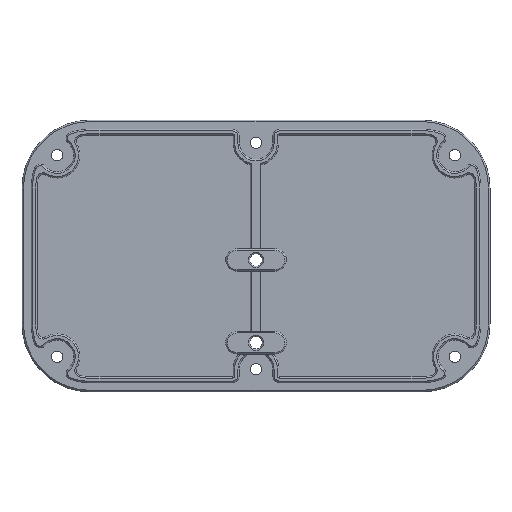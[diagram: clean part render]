
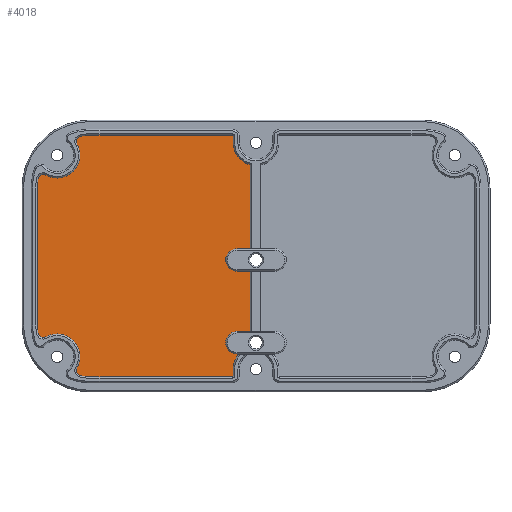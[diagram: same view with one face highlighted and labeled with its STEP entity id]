
A CAD part, top view. The second image highlights one B-rep face of the part: STEP entity #4018.
In plain terms, the highlighted planar face has unit normal (0, 0, 1).
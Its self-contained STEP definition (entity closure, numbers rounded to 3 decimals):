
#286=CIRCLE('',#4397,3.);
#287=CIRCLE('',#4399,3.);
#318=CIRCLE('',#4469,6.04);
#319=CIRCLE('',#4472,0.36);
#320=CIRCLE('',#4474,6.04);
#321=CIRCLE('',#4475,0.36);
#322=CIRCLE('',#4476,13.96);
#323=CIRCLE('',#4477,1.4);
#324=CIRCLE('',#4478,6.04);
#325=CIRCLE('',#4479,1.4);
#326=CIRCLE('',#4480,13.96);
#327=CIRCLE('',#4481,13.96);
#328=CIRCLE('',#4482,1.4);
#329=CIRCLE('',#4483,6.04);
#330=CIRCLE('',#4484,1.4);
#331=CIRCLE('',#4485,13.96);
#630=FACE_OUTER_BOUND('',#887,.T.);
#887=EDGE_LOOP('',(#3465,#3466,#3467,#3468,#3469,#3470,#3471,#3472,#3473,
#3474,#3475,#3476,#3477,#3478,#3479,#3480,#3481,#3482,#3483,#3484,#3485,
#3486,#3487,#3488,#3489,#3490,#3491));
#1172=LINE('',#6681,#1514);
#1183=LINE('',#6707,#1525);
#1224=LINE('',#6853,#1566);
#1229=LINE('',#6864,#1571);
#1232=LINE('',#6872,#1574);
#1233=LINE('',#6873,#1575);
#1234=LINE('',#6875,#1576);
#1235=LINE('',#6879,#1577);
#1236=LINE('',#6883,#1578);
#1237=LINE('',#6895,#1579);
#1238=LINE('',#6906,#1580);
#1514=VECTOR('',#5410,10.);
#1525=VECTOR('',#5435,10.);
#1566=VECTOR('',#5606,10.);
#1571=VECTOR('',#5617,10.);
#1574=VECTOR('',#5626,10.);
#1575=VECTOR('',#5627,10.);
#1576=VECTOR('',#5628,10.);
#1577=VECTOR('',#5631,10.);
#1578=VECTOR('',#5634,10.);
#1579=VECTOR('',#5645,10.);
#1580=VECTOR('',#5656,10.);
#1887=VERTEX_POINT('',#6678);
#1888=VERTEX_POINT('',#6680);
#1891=VERTEX_POINT('',#6689);
#1892=VERTEX_POINT('',#6693);
#1893=VERTEX_POINT('',#6695);
#1896=VERTEX_POINT('',#6705);
#1936=VERTEX_POINT('',#6852);
#1938=VERTEX_POINT('',#6859);
#1939=VERTEX_POINT('',#6863);
#1940=VERTEX_POINT('',#6867);
#1941=VERTEX_POINT('',#6871);
#1942=VERTEX_POINT('',#6874);
#1943=VERTEX_POINT('',#6876);
#1944=VERTEX_POINT('',#6878);
#1945=VERTEX_POINT('',#6880);
#1946=VERTEX_POINT('',#6882);
#1947=VERTEX_POINT('',#6884);
#1948=VERTEX_POINT('',#6886);
#1949=VERTEX_POINT('',#6888);
#1950=VERTEX_POINT('',#6890);
#1951=VERTEX_POINT('',#6892);
#1952=VERTEX_POINT('',#6894);
#1953=VERTEX_POINT('',#6896);
#1954=VERTEX_POINT('',#6898);
#1955=VERTEX_POINT('',#6900);
#1956=VERTEX_POINT('',#6902);
#1957=VERTEX_POINT('',#6904);
#2381=EDGE_CURVE('',#1888,#1887,#1172,.T.);
#2386=EDGE_CURVE('',#1891,#1888,#286,.T.);
#2389=EDGE_CURVE('',#1893,#1892,#287,.T.);
#2395=EDGE_CURVE('',#1892,#1896,#1183,.T.);
#2465=EDGE_CURVE('',#1936,#1891,#1224,.T.);
#2469=EDGE_CURVE('',#1938,#1936,#318,.T.);
#2471=EDGE_CURVE('',#1939,#1938,#1229,.T.);
#2473=EDGE_CURVE('',#1940,#1939,#319,.T.);
#2475=EDGE_CURVE('',#1887,#1941,#1232,.T.);
#2476=EDGE_CURVE('',#1941,#1893,#1233,.T.);
#2477=EDGE_CURVE('',#1896,#1942,#1234,.T.);
#2478=EDGE_CURVE('',#1942,#1943,#320,.T.);
#2479=EDGE_CURVE('',#1943,#1944,#1235,.T.);
#2480=EDGE_CURVE('',#1944,#1945,#321,.T.);
#2481=EDGE_CURVE('',#1945,#1946,#1236,.T.);
#2482=EDGE_CURVE('',#1946,#1947,#322,.T.);
#2483=EDGE_CURVE('',#1947,#1948,#323,.T.);
#2484=EDGE_CURVE('',#1948,#1949,#324,.T.);
#2485=EDGE_CURVE('',#1949,#1950,#325,.T.);
#2486=EDGE_CURVE('',#1950,#1951,#326,.T.);
#2487=EDGE_CURVE('',#1951,#1952,#1237,.T.);
#2488=EDGE_CURVE('',#1952,#1953,#327,.T.);
#2489=EDGE_CURVE('',#1953,#1954,#328,.T.);
#2490=EDGE_CURVE('',#1954,#1955,#329,.T.);
#2491=EDGE_CURVE('',#1955,#1956,#330,.T.);
#2492=EDGE_CURVE('',#1956,#1957,#331,.T.);
#2493=EDGE_CURVE('',#1957,#1940,#1238,.T.);
#3465=ORIENTED_EDGE('',*,*,#2475,.T.);
#3466=ORIENTED_EDGE('',*,*,#2476,.T.);
#3467=ORIENTED_EDGE('',*,*,#2389,.T.);
#3468=ORIENTED_EDGE('',*,*,#2395,.T.);
#3469=ORIENTED_EDGE('',*,*,#2477,.T.);
#3470=ORIENTED_EDGE('',*,*,#2478,.T.);
#3471=ORIENTED_EDGE('',*,*,#2479,.T.);
#3472=ORIENTED_EDGE('',*,*,#2480,.T.);
#3473=ORIENTED_EDGE('',*,*,#2481,.T.);
#3474=ORIENTED_EDGE('',*,*,#2482,.T.);
#3475=ORIENTED_EDGE('',*,*,#2483,.T.);
#3476=ORIENTED_EDGE('',*,*,#2484,.T.);
#3477=ORIENTED_EDGE('',*,*,#2485,.T.);
#3478=ORIENTED_EDGE('',*,*,#2486,.T.);
#3479=ORIENTED_EDGE('',*,*,#2487,.T.);
#3480=ORIENTED_EDGE('',*,*,#2488,.T.);
#3481=ORIENTED_EDGE('',*,*,#2489,.T.);
#3482=ORIENTED_EDGE('',*,*,#2490,.T.);
#3483=ORIENTED_EDGE('',*,*,#2491,.T.);
#3484=ORIENTED_EDGE('',*,*,#2492,.T.);
#3485=ORIENTED_EDGE('',*,*,#2493,.T.);
#3486=ORIENTED_EDGE('',*,*,#2473,.T.);
#3487=ORIENTED_EDGE('',*,*,#2471,.T.);
#3488=ORIENTED_EDGE('',*,*,#2469,.T.);
#3489=ORIENTED_EDGE('',*,*,#2465,.T.);
#3490=ORIENTED_EDGE('',*,*,#2386,.T.);
#3491=ORIENTED_EDGE('',*,*,#2381,.T.);
#3816=PLANE('',#4473);
#4018=ADVANCED_FACE('',(#630),#3816,.F.);
#4397=AXIS2_PLACEMENT_3D('',#6690,#5417,#5418);
#4399=AXIS2_PLACEMENT_3D('',#6696,#5423,#5424);
#4469=AXIS2_PLACEMENT_3D('',#6860,#5612,#5613);
#4472=AXIS2_PLACEMENT_3D('',#6868,#5621,#5622);
#4473=AXIS2_PLACEMENT_3D('',#6870,#5624,#5625);
#4474=AXIS2_PLACEMENT_3D('',#6877,#5629,#5630);
#4475=AXIS2_PLACEMENT_3D('',#6881,#5632,#5633);
#4476=AXIS2_PLACEMENT_3D('',#6885,#5635,#5636);
#4477=AXIS2_PLACEMENT_3D('',#6887,#5637,#5638);
#4478=AXIS2_PLACEMENT_3D('',#6889,#5639,#5640);
#4479=AXIS2_PLACEMENT_3D('',#6891,#5641,#5642);
#4480=AXIS2_PLACEMENT_3D('',#6893,#5643,#5644);
#4481=AXIS2_PLACEMENT_3D('',#6897,#5646,#5647);
#4482=AXIS2_PLACEMENT_3D('',#6899,#5648,#5649);
#4483=AXIS2_PLACEMENT_3D('',#6901,#5650,#5651);
#4484=AXIS2_PLACEMENT_3D('',#6903,#5652,#5653);
#4485=AXIS2_PLACEMENT_3D('',#6905,#5654,#5655);
#5410=DIRECTION('',(1.,0.,0.));
#5417=DIRECTION('center_axis',(0.,0.,-1.));
#5418=DIRECTION('ref_axis',(0.,-1.,0.));
#5423=DIRECTION('center_axis',(0.,0.,-1.));
#5424=DIRECTION('ref_axis',(0.,-1.,0.));
#5435=DIRECTION('',(1.,0.,0.));
#5606=DIRECTION('',(-1.,0.,0.));
#5612=DIRECTION('center_axis',(0.,0.,-1.));
#5613=DIRECTION('ref_axis',(1.,0.,0.));
#5617=DIRECTION('',(0.,1.,0.));
#5621=DIRECTION('center_axis',(0.,0.,1.));
#5622=DIRECTION('ref_axis',(0.,-1.,0.));
#5624=DIRECTION('center_axis',(0.,0.,-1.));
#5625=DIRECTION('ref_axis',(1.,0.,0.));
#5626=DIRECTION('',(0.,1.,0.));
#5627=DIRECTION('',(-1.,0.,0.));
#5628=DIRECTION('',(0.,1.,0.));
#5629=DIRECTION('center_axis',(0.,0.,-1.));
#5630=DIRECTION('ref_axis',(-1.,0.,0.));
#5631=DIRECTION('',(0.,1.,0.));
#5632=DIRECTION('center_axis',(0.,0.,1.));
#5633=DIRECTION('ref_axis',(1.,0.,0.));
#5634=DIRECTION('',(-1.,0.,0.));
#5635=DIRECTION('center_axis',(0.,0.,1.));
#5636=DIRECTION('ref_axis',(0.,1.,0.));
#5637=DIRECTION('center_axis',(0.,0.,1.));
#5638=DIRECTION('ref_axis',(-0.177,0.984,0.));
#5639=DIRECTION('center_axis',(0.,0.,-1.));
#5640=DIRECTION('ref_axis',(-0.493,-0.87,0.));
#5641=DIRECTION('center_axis',(0.,0.,1.));
#5642=DIRECTION('ref_axis',(0.493,0.87,0.));
#5643=DIRECTION('center_axis',(0.,0.,1.));
#5644=DIRECTION('ref_axis',(-0.984,0.177,0.));
#5645=DIRECTION('',(0.,-1.,0.));
#5646=DIRECTION('center_axis',(0.,0.,1.));
#5647=DIRECTION('ref_axis',(-1.,0.,0.));
#5648=DIRECTION('center_axis',(0.,0.,1.));
#5649=DIRECTION('ref_axis',(-0.984,-0.177,0.));
#5650=DIRECTION('center_axis',(0.,0.,-1.));
#5651=DIRECTION('ref_axis',(0.87,-0.493,0.));
#5652=DIRECTION('center_axis',(0.,0.,1.));
#5653=DIRECTION('ref_axis',(-0.87,0.493,0.));
#5654=DIRECTION('center_axis',(0.,0.,1.));
#5655=DIRECTION('ref_axis',(-0.177,-0.984,0.));
#5656=DIRECTION('',(1.,0.,0.));
#6678=CARTESIAN_POINT('',(-1.5,-20.,-15.));
#6680=CARTESIAN_POINT('',(-5.,-20.,-15.));
#6681=CARTESIAN_POINT('',(2.5,-20.,-15.));
#6689=CARTESIAN_POINT('',(-5.,-26.,-15.));
#6690=CARTESIAN_POINT('Origin',(-5.,-23.,-15.));
#6693=CARTESIAN_POINT('',(-5.,1.94,-15.));
#6695=CARTESIAN_POINT('',(-5.,-4.06,-15.));
#6696=CARTESIAN_POINT('Origin',(-5.,-1.06,-15.));
#6705=CARTESIAN_POINT('',(-1.5,1.94,-15.));
#6707=CARTESIAN_POINT('',(2.5,1.94,-15.));
#6852=CARTESIAN_POINT('',(-4.526,-26.,-15.));
#6853=CARTESIAN_POINT('',(-2.5,-26.,-15.));
#6859=CARTESIAN_POINT('',(-6.04,-30.,-15.));
#6860=CARTESIAN_POINT('Origin',(0.,-30.,
-15.));
#6863=CARTESIAN_POINT('',(-6.04,-31.6,-15.));
#6864=CARTESIAN_POINT('',(-6.04,-15.,-15.));
#6867=CARTESIAN_POINT('',(-6.4,-31.96,-15.));
#6868=CARTESIAN_POINT('Origin',(-6.4,-31.6,-15.));
#6870=CARTESIAN_POINT('Origin',(0.,0.,
-15.));
#6871=CARTESIAN_POINT('',(-1.5,-4.06,-15.));
#6872=CARTESIAN_POINT('',(-1.5,-2.03,-15.));
#6873=CARTESIAN_POINT('',(-2.5,-4.06,-15.));
#6874=CARTESIAN_POINT('',(-1.5,24.149,-15.));
#6875=CARTESIAN_POINT('',(-1.5,12.075,-15.));
#6876=CARTESIAN_POINT('',(-6.04,30.,-15.));
#6877=CARTESIAN_POINT('Origin',(0.,30.,-15.));
#6878=CARTESIAN_POINT('',(-6.04,31.6,-15.));
#6879=CARTESIAN_POINT('',(-6.04,15.8,-15.));
#6880=CARTESIAN_POINT('',(-6.4,31.96,-15.));
#6881=CARTESIAN_POINT('Origin',(-6.4,31.6,-15.));
#6882=CARTESIAN_POINT('',(-44.,31.96,-15.));
#6883=CARTESIAN_POINT('',(-22.,31.96,-15.));
#6884=CARTESIAN_POINT('',(-46.47,31.74,-15.));
#6885=CARTESIAN_POINT('Origin',(-44.,18.,-15.));
#6886=CARTESIAN_POINT('',(-47.441,29.672,-15.));
#6887=CARTESIAN_POINT('Origin',(-46.222,30.362,-15.));
#6888=CARTESIAN_POINT('',(-55.672,21.441,-15.));
#6889=CARTESIAN_POINT('Origin',(-52.697,26.697,-15.));
#6890=CARTESIAN_POINT('',(-57.74,20.47,-15.));
#6891=CARTESIAN_POINT('Origin',(-56.362,20.222,-15.));
#6892=CARTESIAN_POINT('',(-57.96,18.,-15.));
#6893=CARTESIAN_POINT('Origin',(-44.,18.,-15.));
#6894=CARTESIAN_POINT('',(-57.96,-18.,-15.));
#6895=CARTESIAN_POINT('',(-57.96,-9.,-15.));
#6896=CARTESIAN_POINT('',(-57.74,-20.47,-15.));
#6897=CARTESIAN_POINT('Origin',(-44.,-18.,-15.));
#6898=CARTESIAN_POINT('',(-55.672,-21.441,-15.));
#6899=CARTESIAN_POINT('Origin',(-56.362,-20.222,-15.));
#6900=CARTESIAN_POINT('',(-47.441,-29.672,-15.));
#6901=CARTESIAN_POINT('Origin',(-52.697,-26.697,-15.));
#6902=CARTESIAN_POINT('',(-46.47,-31.74,-15.));
#6903=CARTESIAN_POINT('Origin',(-46.222,-30.362,-15.));
#6904=CARTESIAN_POINT('',(-44.,-31.96,-15.));
#6905=CARTESIAN_POINT('Origin',(-44.,-18.,-15.));
#6906=CARTESIAN_POINT('',(22.,-31.96,-15.));
